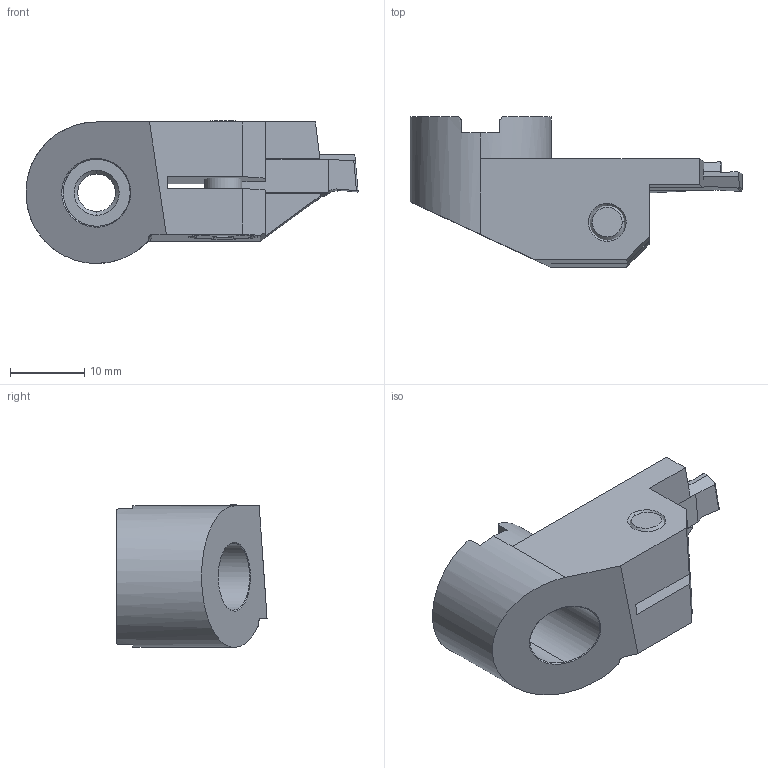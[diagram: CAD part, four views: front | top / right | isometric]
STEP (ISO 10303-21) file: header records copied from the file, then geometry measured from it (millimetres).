
FILE_DESCRIPTION(('no description'),'unknown implementation level');
FILE_NAME('1FBFD5AD-9852-438A-97E2-4F58218F91C8_export.stp',' ',('CIMSOURCE GmbH'),('CADClick - KiM GmbH - www.kimweb.de'),'unknown preprocess','ACIS','unknown authorization');
FILE_SCHEMA(('automotive_design'));
Length unit declared in the file: millimetre
Products named in the file (3): 626.935 Kaiser ENH 51 S4 53-70|958.425 Kaiser NP 4250 P20C_Einstechplatte 4mm;NONE; 626.935 Kaiser ENH 51 S4 53-70|690.183 Kaiser Zyl-Schraube M5x12A_Standard;NONE; 626.935 Kaiser ENH 51 S4 53-70|626.935 Kaiser ENH 51 S4 53-70_Standard;NONE
Bounding box: 44.57 x 20.15 x 19.19 mm (x, y, z)
Volume: 6552.5 mm3; surface area: 4187.1 mm2
Topology: 3 solids, 4 shells, 131 faces, 342 edges, 223 vertices
Faces by surface type: plane 78, cylinder 38, cone 8, bspline 5, torus 2
Entity records: 8294 total; most frequent: CARTESIAN_POINT 1213, STYLED_ITEM 696, PRESENTATION_STYLE_ASSIGNMENT 696, COLOUR_RGB 696, ORIENTED_EDGE 684, DIRECTION 633, EDGE_CURVE 342, CURVE_STYLE 342
